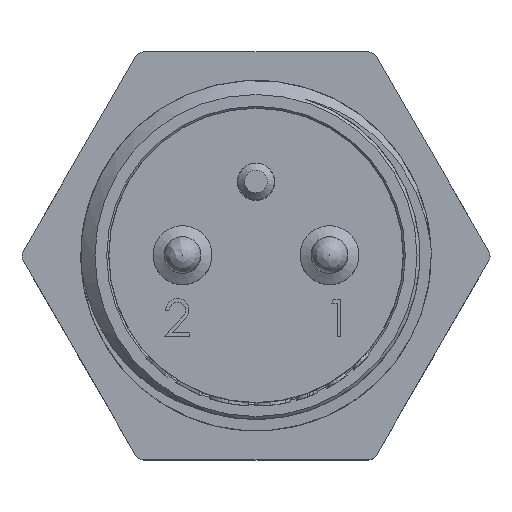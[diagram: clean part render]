
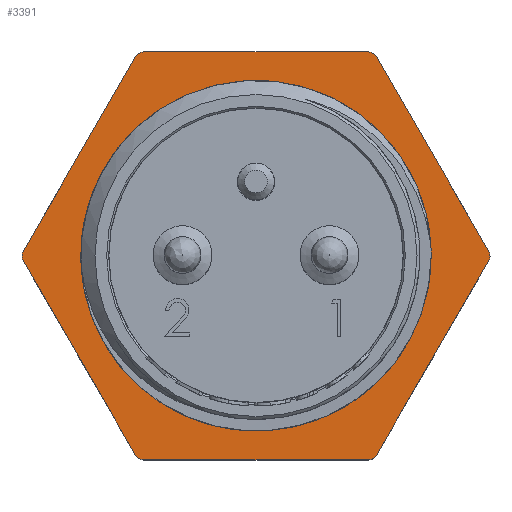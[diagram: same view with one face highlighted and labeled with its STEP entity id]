
A CAD part, top view. The second image highlights one B-rep face of the part: STEP entity #3391.
In plain terms, the highlighted planar face has unit normal (0, 0, 1).
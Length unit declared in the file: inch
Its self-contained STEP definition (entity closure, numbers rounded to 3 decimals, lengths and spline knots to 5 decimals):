
#114=LINE($,#5170,#295);
#116=LINE($,#5174,#297);
#119=LINE($,#5180,#300);
#122=LINE($,#5186,#303);
#125=LINE($,#5192,#306);
#127=LINE($,#5197,#308);
#295=VECTOR($,#4124,0.47689);
#297=VECTOR($,#4128,0.47689);
#300=VECTOR($,#4133,0.47689);
#303=VECTOR($,#4138,0.47689);
#306=VECTOR($,#4143,0.47689);
#308=VECTOR($,#4147,0.47689);
#646=PLANE($,#3700);
#802=FACE_BOUND($,#1191,.T.);
#907=FACE_OUTER_BOUND($,#1190,.T.);
#1190=EDGE_LOOP($,(#2532,#2533,#2534,#2535,#2536,#2537,#2538,#2539,#2540,
#2541,#2542,#2543));
#1191=EDGE_LOOP($,(#2544));
#1388=CIRCLE($,#3586,0.02);
#1410=CIRCLE($,#3619,0.3645);
#1443=CIRCLE($,#3701,0.02);
#1444=CIRCLE($,#3702,0.02);
#1445=CIRCLE($,#3703,0.02);
#1446=CIRCLE($,#3704,0.02);
#1447=CIRCLE($,#3705,0.02);
#1522=VERTEX_POINT($,#4695);
#1523=VERTEX_POINT($,#4697);
#1545=VERTEX_POINT($,#4753);
#1612=VERTEX_POINT($,#5169);
#1613=VERTEX_POINT($,#5173);
#1614=VERTEX_POINT($,#5177);
#1615=VERTEX_POINT($,#5179);
#1616=VERTEX_POINT($,#5183);
#1617=VERTEX_POINT($,#5185);
#1618=VERTEX_POINT($,#5189);
#1619=VERTEX_POINT($,#5191);
#1620=VERTEX_POINT($,#5195);
#1621=VERTEX_POINT($,#5196);
#1874=EDGE_CURVE($,#1523,#1522,#1388,.T.);
#1897=EDGE_CURVE($,#1545,#1545,#1410,.T.);
#1969=EDGE_CURVE($,#1522,#1612,#114,.T.);
#1971=EDGE_CURVE($,#1613,#1523,#116,.T.);
#1974=EDGE_CURVE($,#1615,#1614,#119,.T.);
#1977=EDGE_CURVE($,#1617,#1616,#122,.T.);
#1980=EDGE_CURVE($,#1619,#1618,#125,.T.);
#1982=EDGE_CURVE($,#1620,#1621,#127,.T.);
#1985=EDGE_CURVE($,#1612,#1620,#1443,.T.);
#1986=EDGE_CURVE($,#1621,#1619,#1444,.T.);
#1987=EDGE_CURVE($,#1618,#1617,#1445,.T.);
#1988=EDGE_CURVE($,#1616,#1615,#1446,.T.);
#1989=EDGE_CURVE($,#1614,#1613,#1447,.T.);
#2532=ORIENTED_EDGE($,*,*,#1971,.T.);
#2533=ORIENTED_EDGE($,*,*,#1874,.T.);
#2534=ORIENTED_EDGE($,*,*,#1969,.T.);
#2535=ORIENTED_EDGE($,*,*,#1985,.T.);
#2536=ORIENTED_EDGE($,*,*,#1982,.T.);
#2537=ORIENTED_EDGE($,*,*,#1986,.T.);
#2538=ORIENTED_EDGE($,*,*,#1980,.T.);
#2539=ORIENTED_EDGE($,*,*,#1987,.T.);
#2540=ORIENTED_EDGE($,*,*,#1977,.T.);
#2541=ORIENTED_EDGE($,*,*,#1988,.T.);
#2542=ORIENTED_EDGE($,*,*,#1974,.T.);
#2543=ORIENTED_EDGE($,*,*,#1989,.T.);
#2544=ORIENTED_EDGE($,*,*,#1897,.T.);
#3391=ADVANCED_FACE($,(#907,#802),#646,.T.);
#3586=AXIS2_PLACEMENT_3D($,#4698,#3915,#3916);
#3619=AXIS2_PLACEMENT_3D($,#4754,#3982,#3983);
#3700=AXIS2_PLACEMENT_3D($,#5207,#4164,#4165);
#3701=AXIS2_PLACEMENT_3D($,#5208,#4166,#4167);
#3702=AXIS2_PLACEMENT_3D($,#5209,#4168,#4169);
#3703=AXIS2_PLACEMENT_3D($,#5210,#4170,#4171);
#3704=AXIS2_PLACEMENT_3D($,#5211,#4172,#4173);
#3705=AXIS2_PLACEMENT_3D($,#5212,#4174,#4175);
#3915=DIRECTION('center_axis',(0.,0.,1.));
#3916=DIRECTION('ref_axis',(1.,0.,0.));
#3982=DIRECTION('center_axis',(0.,0.,-1.));
#3983=DIRECTION('ref_axis',(1.,0.,0.));
#4124=DIRECTION($,(-0.5,0.866,0.));
#4128=DIRECTION($,(0.5,0.866,0.));
#4133=DIRECTION($,(1.,0.,0.));
#4138=DIRECTION($,(0.5,-0.866,0.));
#4143=DIRECTION($,(-0.5,-0.866,0.));
#4147=DIRECTION($,(-1.,0.,0.));
#4164=DIRECTION('center_axis',(0.,0.,1.));
#4165=DIRECTION('ref_axis',(1.,0.,0.));
#4166=DIRECTION('center_axis',(0.,0.,1.));
#4167=DIRECTION('ref_axis',(1.,0.,0.));
#4168=DIRECTION('center_axis',(0.,0.,1.));
#4169=DIRECTION('ref_axis',(1.,0.,0.));
#4170=DIRECTION('center_axis',(0.,0.,1.));
#4171=DIRECTION('ref_axis',(1.,0.,0.));
#4172=DIRECTION('center_axis',(0.,0.,1.));
#4173=DIRECTION('ref_axis',(1.,0.,0.));
#4174=DIRECTION('center_axis',(0.,0.,1.));
#4175=DIRECTION('ref_axis',(1.,0.,0.));
#4695=CARTESIAN_POINT('',(0.49421,0.01,-3.12008));
#4697=CARTESIAN_POINT('',(0.49421,-0.01,-3.12008));
#4698=CARTESIAN_POINT('Origin',(0.47689,0.,
-3.12008));
#4753=CARTESIAN_POINT('',(0.3645,0.,-3.12008));
#4754=CARTESIAN_POINT('Origin',(0.,0.,
-3.12008));
#5169=CARTESIAN_POINT('',(0.25577,0.423,-3.12008));
#5170=CARTESIAN_POINT($,(0.49999,0.,-3.12008));
#5173=CARTESIAN_POINT('',(0.25577,-0.423,-3.12008));
#5174=CARTESIAN_POINT($,(0.24999,-0.433,-3.12008));
#5177=CARTESIAN_POINT('',(0.23845,-0.433,-3.12008));
#5179=CARTESIAN_POINT('',(-0.23845,-0.433,-3.12008));
#5180=CARTESIAN_POINT($,(-0.24999,-0.433,-3.12008));
#5183=CARTESIAN_POINT('',(-0.25577,-0.423,-3.12008));
#5185=CARTESIAN_POINT('',(-0.49421,-0.01,-3.12008));
#5186=CARTESIAN_POINT($,(-0.49999,0.,-3.12008));
#5189=CARTESIAN_POINT('',(-0.49421,0.01,-3.12008));
#5191=CARTESIAN_POINT('',(-0.25577,0.423,-3.12008));
#5192=CARTESIAN_POINT($,(-0.24999,0.433,-3.12008));
#5195=CARTESIAN_POINT('',(0.23845,0.433,-3.12008));
#5196=CARTESIAN_POINT('',(-0.23845,0.433,-3.12008));
#5197=CARTESIAN_POINT($,(0.24999,0.433,-3.12008));
#5207=CARTESIAN_POINT('Origin',(0.,0.,-3.12008));
#5208=CARTESIAN_POINT('Origin',(0.23845,0.413,-3.12008));
#5209=CARTESIAN_POINT('Origin',(-0.23845,0.413,-3.12008));
#5210=CARTESIAN_POINT('Origin',(-0.47689,0.,
-3.12008));
#5211=CARTESIAN_POINT('Origin',(-0.23845,-0.413,-3.12008));
#5212=CARTESIAN_POINT('Origin',(0.23845,-0.413,-3.12008));
